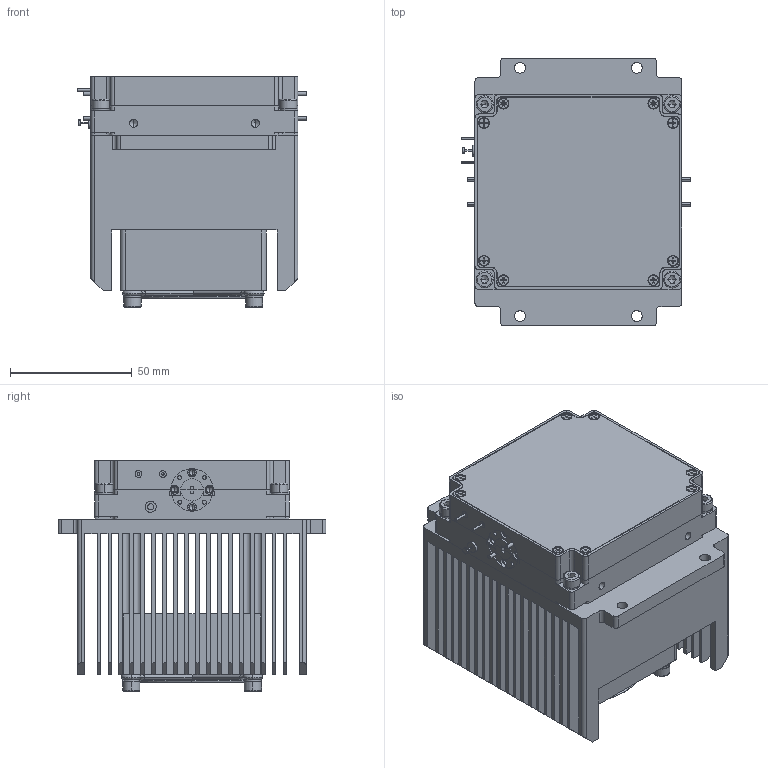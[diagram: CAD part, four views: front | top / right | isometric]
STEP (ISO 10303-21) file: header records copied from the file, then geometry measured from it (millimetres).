
FILE_DESCRIPTION (( 'STEP AP214' ), '1' );
FILE_NAME ('BP-HE-A-H2.STEP', '2025-11-13T18:35:04', ( '' ), ( '' ), 'SwSTEP 2.0', 'SolidWorks 2021', '' );
FILE_SCHEMA (( 'AUTOMOTIVE_DESIGN' ));
Length unit declared in the file: inch
Products named in the file (1): BP-HE-A-H2
Bounding box: 94 x 110 x 94.8 mm (x, y, z)
Volume: 385034.8 mm3; surface area: 216800.6 mm2
Topology: 42 solids, 42 shells, 1421 faces, 3606 edges, 2257 vertices
Faces by surface type: plane 753, cylinder 430, cone 122, torus 116
Entity records: 61374 total; most frequent: DIRECTION 7556, CARTESIAN_POINT 7481, ORIENTED_EDGE 7080, EDGE_CURVE 3540, AXIS2_PLACEMENT_3D 2648, LINE 2260, VECTOR 2260, VERTEX_POINT 2257
